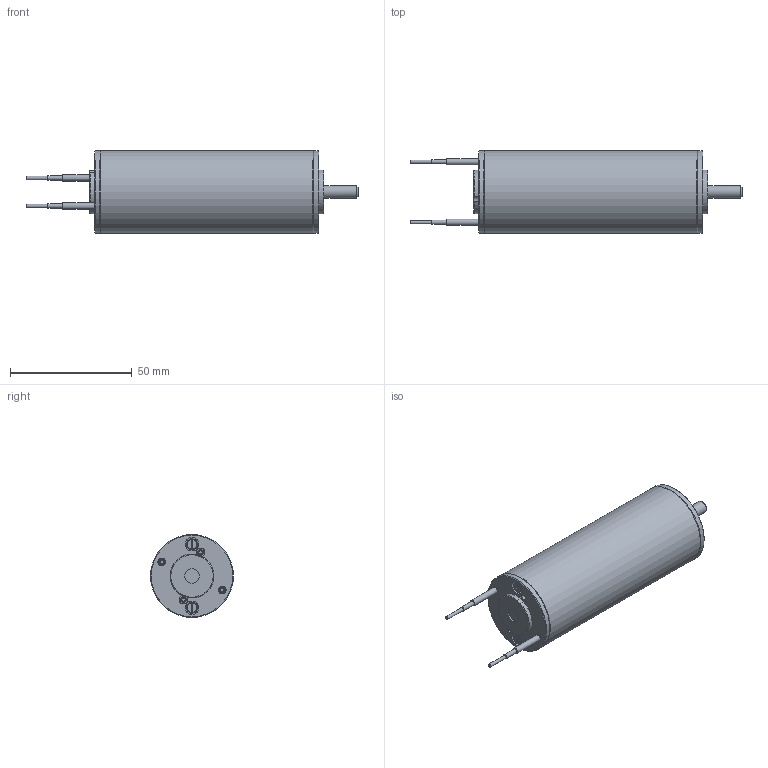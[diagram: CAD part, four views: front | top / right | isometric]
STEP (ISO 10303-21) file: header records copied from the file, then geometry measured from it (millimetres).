
FILE_DESCRIPTION (( 'STEP AP203' ), '1' );
FILE_NAME ('GNM2145C.STEP', '2019-11-20T09:03:22', ( '' ), ( '' ), 'SwSTEP 2.0', 'SolidWorks 2019', '' );
FILE_SCHEMA (( 'CONFIG_CONTROL_DESIGN' ));
Length unit declared in the file: millimetre
Products named in the file (1): GNM2145C
Bounding box: 136.1 x 34 x 34 mm (x, y, z)
Volume: 84719.3 mm3; surface area: 13017.7 mm2
Topology: 1 solids, 3 shells, 103 faces, 210 edges, 140 vertices
Faces by surface type: plane 43, cylinder 40, cone 12, torus 8
Full cylindrical faces by diameter (mm): 1.4 x6, 1.8 x2, 2 x4, 2.3 x4, 2.5 x10, 3.5 x2, 5 x2, 5.5 x2, 6 x2, 18 x1, 34 x3
Entity records: 2421 total; most frequent: CARTESIAN_POINT 456, DIRECTION 426, ORIENTED_EDGE 270, AXIS2_PLACEMENT_3D 207, EDGE_LOOP 186, FACE_OUTER_BOUND 145, EDGE_CURVE 135, VERTEX_POINT 117
